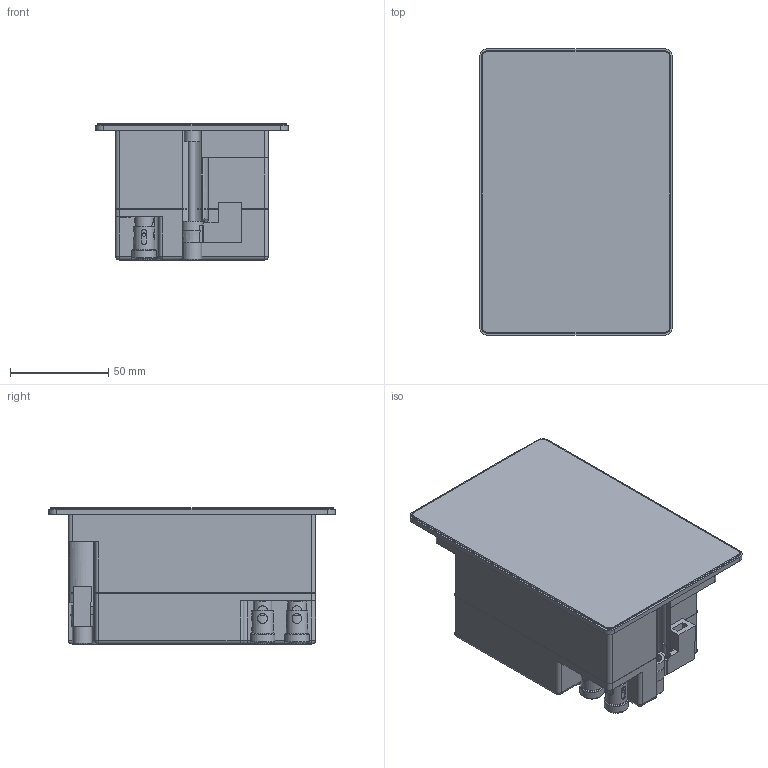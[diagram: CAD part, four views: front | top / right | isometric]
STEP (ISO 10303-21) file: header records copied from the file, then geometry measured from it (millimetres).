
FILE_DESCRIPTION(/* description */ (''),/* implementation_level */ '2;1');
FILE_NAME(/* name */ 'AUDAC-MERO2.stp',/* time_stamp */ '2021-03-16T15:46:33+01:00',/* author */ ('kamiel'),/* organization */ (''),/* preprocessor_version */ 'ST-DEVELOPER v18.1',/* originating_system */ 'Autodesk Inventor 2021',/* authorisation */ '');
FILE_SCHEMA (('AUTOMOTIVE_DESIGN { 1 0 10303 214 3 1 1 }'));
Length unit declared in the file: millimetre
Products named in the file (1): AUDAC-MERO2
Bounding box: 98.1 x 146.1 x 69.6 mm (x, y, z)
Volume: 616867.4 mm3; surface area: 77900.1 mm2
Topology: 3 solids, 28 shells, 525 faces, 1317 edges, 878 vertices
Faces by surface type: plane 293, cylinder 117, cone 66, torus 44, sphere 5
Full cylindrical faces by diameter (mm): 1.8 x4, 2.85 x4, 3 x2, 3.242 x2, 3.571 x2, 3.621 x2, 4 x6, 4.3 x2, 4.5 x2, 4.57 x2, 5 x6, 8 x4, 9.5 x2, 10 x4, 11 x4, 11.4 x2, 12.4 x2
Entity records: 17421 total; most frequent: CARTESIAN_POINT 4088, DIRECTION 2669, ORIENTED_EDGE 2630, EDGE_CURVE 1315, AXIS2_PLACEMENT_3D 983, VERTEX_POINT 878, LINE 703, VECTOR 703
